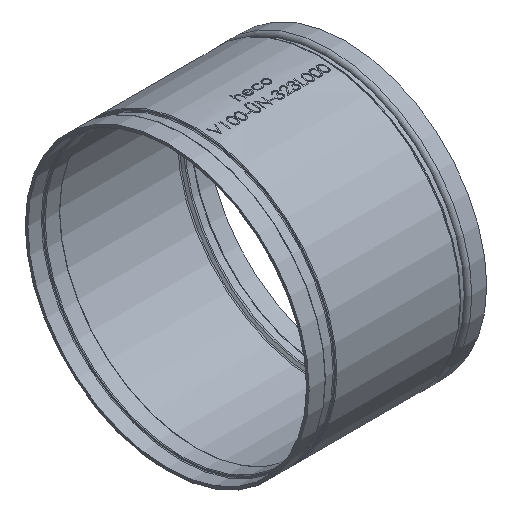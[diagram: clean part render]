
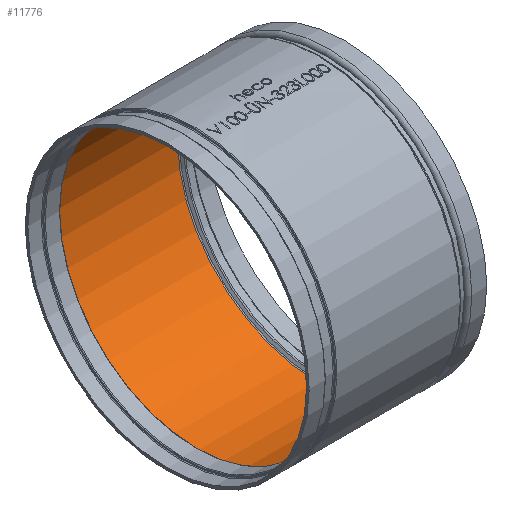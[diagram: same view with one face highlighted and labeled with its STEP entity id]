
A CAD part, isometric view. The second image highlights one B-rep face of the part: STEP entity #11776.
In plain terms, the highlighted cylindrical face has radius 158.928 mm (diameter 317.856 mm), a full revolution.
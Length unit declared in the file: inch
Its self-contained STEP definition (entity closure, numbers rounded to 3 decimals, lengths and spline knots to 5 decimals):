
#274 = CARTESIAN_POINT ( 'NONE',  ( 1.367, -6.257, 0. ) ) ;
#344 = CARTESIAN_POINT ( 'NONE',  ( 4.04602, 0., 0. ) ) ;
#512 = CYLINDRICAL_SURFACE ( 'NONE', #7092, 6.257 ) ;
#919 = AXIS2_PLACEMENT_3D ( 'NONE', #8170, #14417, #9548 ) ;
#2144 = DIRECTION ( 'NONE',  ( 1., 0., 0. ) ) ;
#3923 = EDGE_LOOP ( 'NONE', ( #9722 ) ) ;
#4423 = FACE_OUTER_BOUND ( 'NONE', #3923, .T. ) ;
#5284 = EDGE_CURVE ( 'NONE', #18157, #18157, #13909, .T. ) ;
#7092 = AXIS2_PLACEMENT_3D ( 'NONE', #344, #2144, #15845 ) ;
#7101 = EDGE_LOOP ( 'NONE', ( #9756 ) ) ;
#7793 = DIRECTION ( 'NONE',  ( -1., 0., 0. ) ) ;
#8025 = CARTESIAN_POINT ( 'NONE',  ( 6.72381, -6.257, 0. ) ) ;
#8170 = CARTESIAN_POINT ( 'NONE',  ( 1.367, 0., 0. ) ) ;
#9350 = DIRECTION ( 'NONE',  ( 0., -1., 0. ) ) ;
#9548 = DIRECTION ( 'NONE',  ( 0., -1., 0. ) ) ;
#9722 = ORIENTED_EDGE ( 'NONE', *, *, #5284, .F. ) ;
#9756 = ORIENTED_EDGE ( 'NONE', *, *, #17670, .F. ) ;
#11581 = AXIS2_PLACEMENT_3D ( 'NONE', #17101, #7793, #9350 ) ;
#11776 = ADVANCED_FACE ( 'NONE', ( #4423, #16829 ), #512, .F. ) ;
#13529 = VERTEX_POINT ( 'NONE', #274 ) ;
#13909 = CIRCLE ( 'NONE', #11581, 6.257 ) ;
#14417 = DIRECTION ( 'NONE',  ( 1., 0., 0. ) ) ;
#14685 = CIRCLE ( 'NONE', #919, 6.257 ) ;
#15845 = DIRECTION ( 'NONE',  ( 0., 1., 0. ) ) ;
#16829 = FACE_OUTER_BOUND ( 'NONE', #7101, .T. ) ;
#17101 = CARTESIAN_POINT ( 'NONE',  ( 6.72381, 0., 0. ) ) ;
#17670 = EDGE_CURVE ( 'NONE', #13529, #13529, #14685, .T. ) ;
#18157 = VERTEX_POINT ( 'NONE', #8025 ) ;
